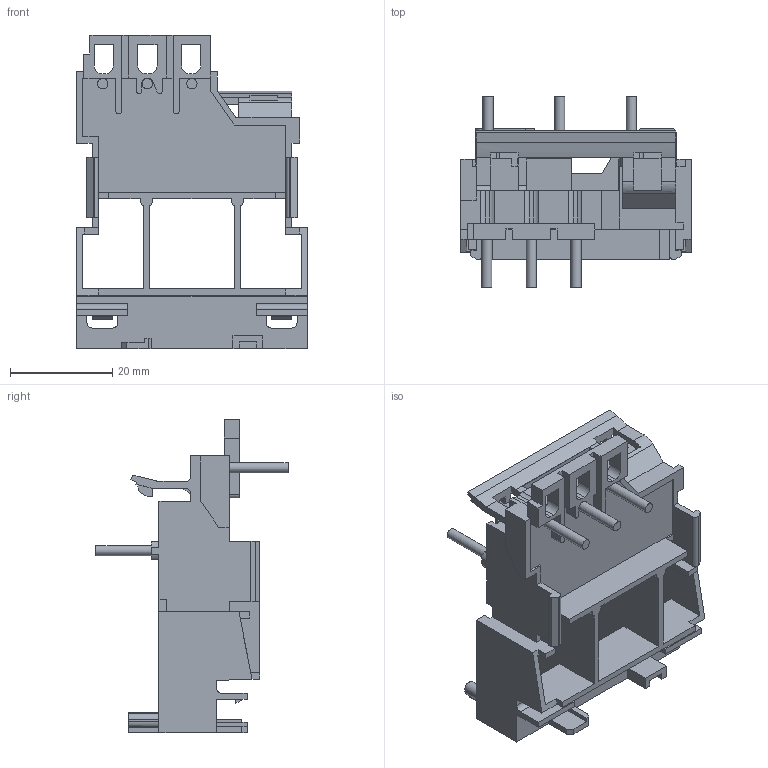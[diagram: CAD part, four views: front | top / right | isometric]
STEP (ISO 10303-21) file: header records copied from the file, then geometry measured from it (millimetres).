
FILE_DESCRIPTION( ( 'STEP AP214' ), ' ' );
FILE_NAME( 'pkzm0_xdm15me.stp', '2017-10-24T09:24:55', ( '' ), ( '' ), ' ', 'PARTsolutions', ' ' );
FILE_SCHEMA( ( 'AUTOMOTIVE_DESIGN { 1 0 10303 214 1 1 1 1 }' ) );
Length unit declared in the file: millimetre
Products named in the file (2): 95 ; _
Assembly tree (1 placements, depth 2):
  95 
    _
Bounding box: 45 x 37.5 x 61.11 mm (x, y, z)
Volume: 13330 mm3; surface area: 14347.5 mm2
Topology: 1 solids, 1 shells, 356 faces, 1083 edges, 721 vertices
Faces by surface type: plane 306, cylinder 50
Full cylindrical faces by diameter (mm): 2 x6, 4.8 x2
Entity records: 14843 total; most frequent: CARTESIAN_POINT 2144, ORIENTED_EDGE 2140, DIRECTION 1921, EDGE_CURVE 1070, LINE 935, VECTOR 935, VERTEX_POINT 716, AXIS2_PLACEMENT_3D 493
